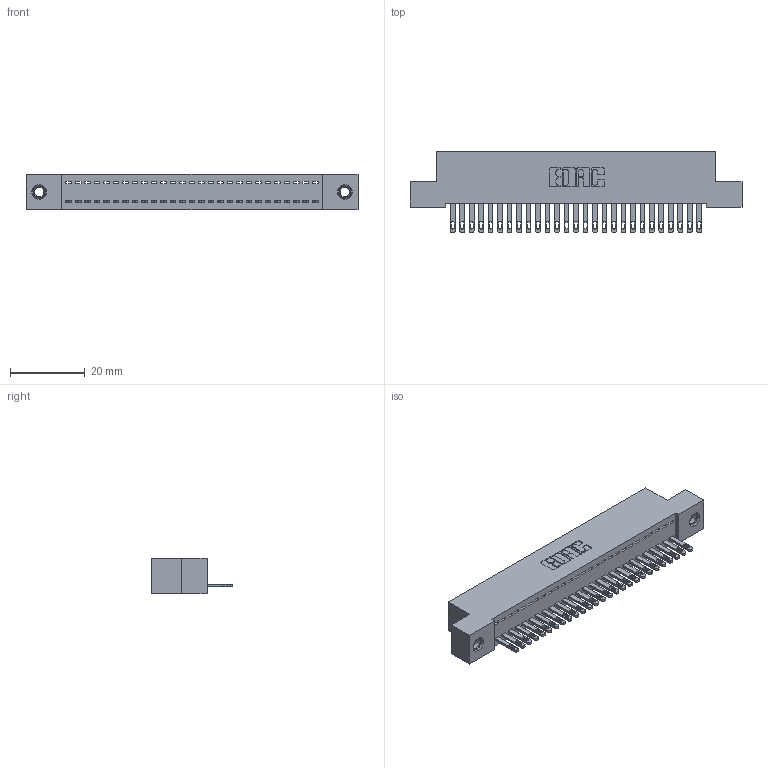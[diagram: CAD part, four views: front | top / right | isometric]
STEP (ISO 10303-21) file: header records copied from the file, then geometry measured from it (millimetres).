
FILE_DESCRIPTION (( 'STEP AP203' ), '1' );
FILE_NAME ('892-027-500-107.STEP', '2020-09-21T14:46:45', ( '' ), ( '' ), 'SwSTEP 2.0', 'SolidWorks 2020', '' );
FILE_SCHEMA (( 'CONFIG_CONTROL_DESIGN' ));
Length unit declared in the file: inch
Products named in the file (4): 892-027-500-107; 345-250-001_345-250-005-103; 345-292-001_345-293-100; 842 Part_TI
Assembly tree (30 placements, depth 2):
  892-027-500-107
    842 Part_TI
    345-292-001_345-293-100  x27
    345-250-001_345-250-005-103  x2
Bounding box: 88.9 x 21.85 x 9.4 mm (x, y, z)
Volume: 7743.5 mm3; surface area: 11176.3 mm2
Topology: 30 solids, 30 shells, 1628 faces, 4971 edges, 3306 vertices
Faces by surface type: plane 1070, cylinder 542, cone 12, torus 4
Entity records: 19430 total; most frequent: CARTESIAN_POINT 3334, ORIENTED_EDGE 3290, DIRECTION 2877, EDGE_CURVE 1645, VECTOR 1493, LINE 1493, VERTEX_POINT 1092, AXIS2_PLACEMENT_3D 692
